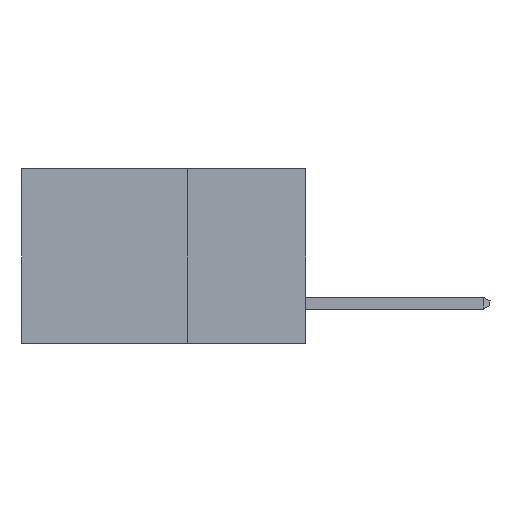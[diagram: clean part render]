
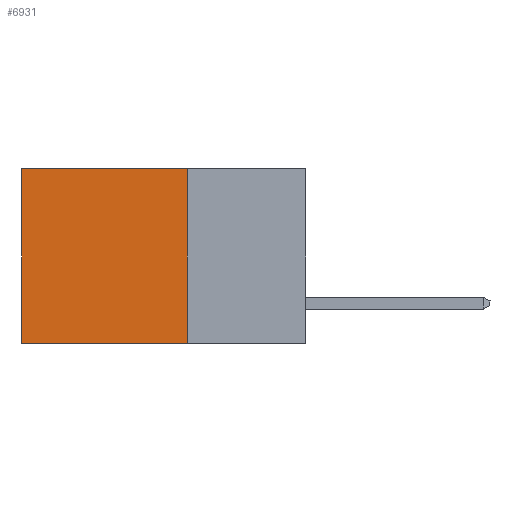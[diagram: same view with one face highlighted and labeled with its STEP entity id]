
A CAD part, left-side view. The second image highlights one B-rep face of the part: STEP entity #6931.
In plain terms, the highlighted planar face has unit normal (-1, 0, 0).
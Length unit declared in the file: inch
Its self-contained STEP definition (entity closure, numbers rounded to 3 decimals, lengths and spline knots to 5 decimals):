
#30 = AXIS2_PLACEMENT_3D ( 'NONE', #11671, #10422, #10058 ) ;
#198 = VECTOR ( 'NONE', #22704, 39.37008 ) ;
#333 = LINE ( 'NONE', #22660, #10312 ) ;
#610 = DIRECTION ( 'NONE',  ( 0., 1., 0. ) ) ;
#1631 = VECTOR ( 'NONE', #20969, 39.37008 ) ;
#2942 = EDGE_CURVE ( 'NONE', #19237, #13745, #5232, .T. ) ;
#2993 = EDGE_LOOP ( 'NONE', ( #3602, #21257, #19642, #12380 ) ) ;
#3602 = ORIENTED_EDGE ( 'NONE', *, *, #10964, .T. ) ;
#3683 = DIRECTION ( 'NONE',  ( 0., 0., -1. ) ) ;
#4005 = EDGE_CURVE ( 'NONE', #13745, #20380, #6643, .T. ) ;
#4090 = CARTESIAN_POINT ( 'NONE',  ( 0.2615, 0.6, -0.37 ) ) ;
#5232 = LINE ( 'NONE', #22854, #198 ) ;
#6643 = LINE ( 'NONE', #21172, #1631 ) ;
#6931 = ADVANCED_FACE ( 'NONE', ( #19536 ), #13041, .F. ) ;
#10058 = DIRECTION ( 'NONE',  ( 0., 0., -1. ) ) ;
#10312 = VECTOR ( 'NONE', #610, 39.37008 ) ;
#10392 = VERTEX_POINT ( 'NONE', #17284 ) ;
#10422 = DIRECTION ( 'NONE',  ( 1., 0., 0. ) ) ;
#10964 = EDGE_CURVE ( 'NONE', #10392, #20380, #21862, .T. ) ;
#11671 = CARTESIAN_POINT ( 'NONE',  ( 0.2615, 0.25, -0.37 ) ) ;
#12380 = ORIENTED_EDGE ( 'NONE', *, *, #22012, .T. ) ;
#13041 = PLANE ( 'NONE',  #30 ) ;
#13745 = VERTEX_POINT ( 'NONE', #22747 ) ;
#14591 = CARTESIAN_POINT ( 'NONE',  ( 0.2615, 0.6, -0.37 ) ) ;
#16535 = VECTOR ( 'NONE', #3683, 39.37008 ) ;
#17284 = CARTESIAN_POINT ( 'NONE',  ( 0.2615, 0.6, 0. ) ) ;
#17852 = CARTESIAN_POINT ( 'NONE',  ( 0.2615, 0.25, 0. ) ) ;
#19237 = VERTEX_POINT ( 'NONE', #17852 ) ;
#19536 = FACE_OUTER_BOUND ( 'NONE', #2993, .T. ) ;
#19642 = ORIENTED_EDGE ( 'NONE', *, *, #2942, .F. ) ;
#20380 = VERTEX_POINT ( 'NONE', #14591 ) ;
#20969 = DIRECTION ( 'NONE',  ( 0., 1., 0. ) ) ;
#21172 = CARTESIAN_POINT ( 'NONE',  ( 0.2615, 0.25, -0.37 ) ) ;
#21257 = ORIENTED_EDGE ( 'NONE', *, *, #4005, .F. ) ;
#21862 = LINE ( 'NONE', #4090, #16535 ) ;
#22012 = EDGE_CURVE ( 'NONE', #19237, #10392, #333, .T. ) ;
#22660 = CARTESIAN_POINT ( 'NONE',  ( 0.2615, 0.25, 0. ) ) ;
#22704 = DIRECTION ( 'NONE',  ( 0., 0., -1. ) ) ;
#22747 = CARTESIAN_POINT ( 'NONE',  ( 0.2615, 0.25, -0.37 ) ) ;
#22854 = CARTESIAN_POINT ( 'NONE',  ( 0.2615, 0.25, -0.37 ) ) ;
